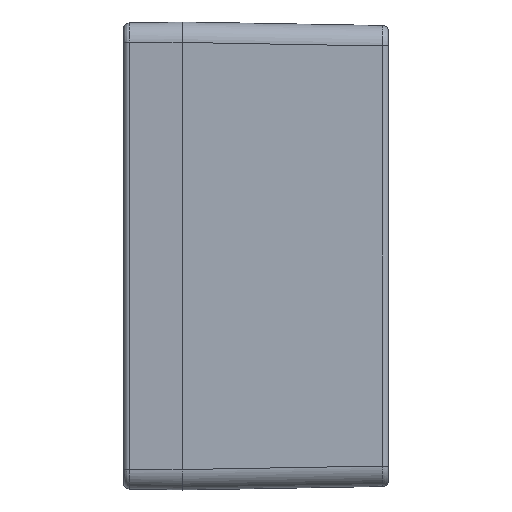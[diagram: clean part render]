
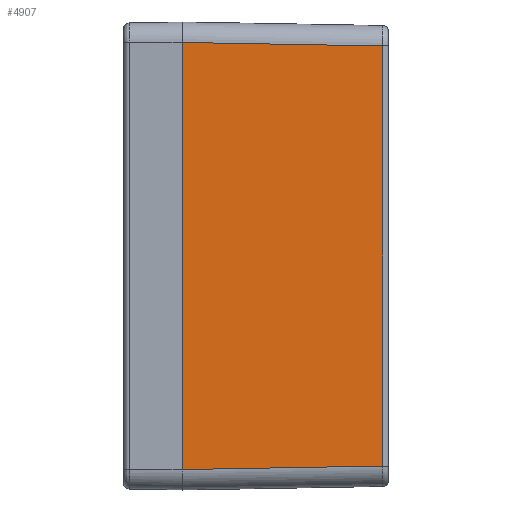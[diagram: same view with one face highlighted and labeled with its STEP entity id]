
A CAD part, left-side view. The second image highlights one B-rep face of the part: STEP entity #4907.
In plain terms, the highlighted planar face has unit normal (-1, -0.018, 0).
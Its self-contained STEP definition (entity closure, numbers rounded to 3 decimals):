
#2149 = CARTESIAN_POINT ( 'NONE',  ( -130., 70.5, 73.001 ) ) ;
#2150 = DIRECTION ( 'NONE',  ( 0., 0., 1. ) ) ;
#2151 = VECTOR ( 'NONE', #2150, 1000. ) ;
#2152 = CARTESIAN_POINT ( 'NONE',  ( -130., 70.5, -80. ) ) ;
#2153 = LINE ( 'NONE', #2152, #2151 ) ;
#2194 = CARTESIAN_POINT ( 'NONE',  ( -128.804, 1.965, -71.805 ) ) ;
#2195 = DIRECTION ( 'NONE',  ( -0.017, 1., 0.017 ) ) ;
#2196 = VECTOR ( 'NONE', #2195, 1000. ) ;
#2197 = CARTESIAN_POINT ( 'NONE',  ( -129.953, 67.831, 72.954 ) ) ;
#2198 = LINE ( 'NONE', #2197, #2196 ) ;
#2199 = CARTESIAN_POINT ( 'NONE',  ( -128.804, 1.965, 71.805 ) ) ;
#2200 = DIRECTION ( 'NONE',  ( 0., 0., 1. ) ) ;
#2201 = VECTOR ( 'NONE', #2200, 1000. ) ;
#2202 = CARTESIAN_POINT ( 'NONE',  ( -128.804, 1.965, -80. ) ) ;
#2203 = LINE ( 'NONE', #2202, #2201 ) ;
#2353 = CARTESIAN_POINT ( 'NONE',  ( -130., 70.5, -73.001 ) ) ;
#2456 = DIRECTION ( 'NONE',  ( 0.017, -1., 0. ) ) ;
#2457 = DIRECTION ( 'NONE',  ( -1., -0.017, 0. ) ) ;
#2458 = CARTESIAN_POINT ( 'NONE',  ( -130., 70.5, -80. ) ) ;
#2459 = AXIS2_PLACEMENT_3D ( 'NONE', #2458, #2457, #2456 ) ;
#2460 = PLANE ( 'NONE',  #2459 ) ;
#2461 = FACE_OUTER_BOUND ( 'NONE', #4922, .T. ) ;
#2902 = DIRECTION ( 'NONE',  ( 0.017, -1., 0.017 ) ) ;
#2903 = VECTOR ( 'NONE', #2902, 1000. ) ;
#2904 = CARTESIAN_POINT ( 'NONE',  ( -130.002, 70.622, -73.003 ) ) ;
#2905 = LINE ( 'NONE', #2904, #2903 ) ;
#4742 = EDGE_CURVE ( 'NONE', #4850, #4743, #2153, .T. ) ;
#4743 = VERTEX_POINT ( 'NONE', #2149 ) ;
#4767 = ORIENTED_EDGE ( 'NONE', *, *, #4768, .T. ) ;
#4768 = EDGE_CURVE ( 'NONE', #4772, #4769, #2203, .T. ) ;
#4769 = VERTEX_POINT ( 'NONE', #2199 ) ;
#4770 = ORIENTED_EDGE ( 'NONE', *, *, #4771, .T. ) ;
#4771 = EDGE_CURVE ( 'NONE', #4769, #4743, #2198, .T. ) ;
#4772 = VERTEX_POINT ( 'NONE', #2194 ) ;
#4850 = VERTEX_POINT ( 'NONE', #2353 ) ;
#4902 = ORIENTED_EDGE ( 'NONE', *, *, #4742, .F. ) ;
#4907 = ADVANCED_FACE ( 'NONE', ( #2461 ), #2460, .T. ) ;
#4908 = ORIENTED_EDGE ( 'NONE', *, *, #5190, .T. ) ;
#4922 = EDGE_LOOP ( 'NONE', ( #4908, #4767, #4770, #4902 ) ) ;
#5190 = EDGE_CURVE ( 'NONE', #4850, #4772, #2905, .T. ) ;
